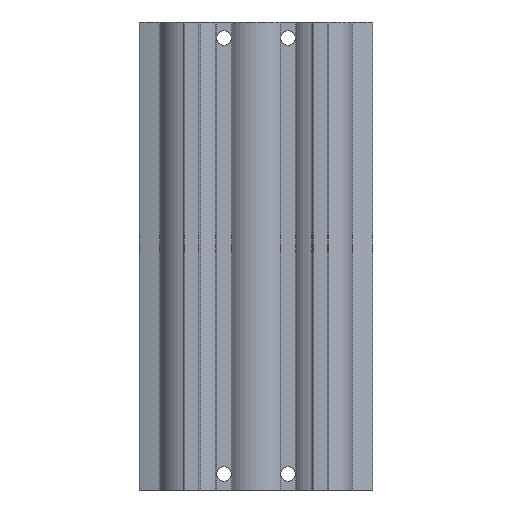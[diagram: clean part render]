
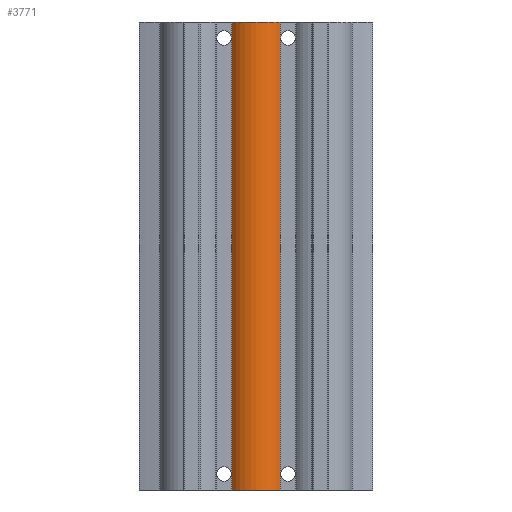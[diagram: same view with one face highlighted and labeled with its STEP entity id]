
A CAD part, front view. The second image highlights one B-rep face of the part: STEP entity #3771.
In plain terms, the highlighted cylindrical face has radius 10 mm (diameter 20 mm), a partial arc.
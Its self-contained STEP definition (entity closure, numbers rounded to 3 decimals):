
#164=CYLINDRICAL_SURFACE('',#4107,10.);
#329=LINE('',#6481,#561);
#330=LINE('',#6487,#562);
#561=VECTOR('',#4746,1000.);
#562=VECTOR('',#4753,1000.);
#932=ORIENTED_EDGE('',*,*,#1896,.F.);
#933=ORIENTED_EDGE('',*,*,#1895,.F.);
#934=ORIENTED_EDGE('',*,*,#1897,.T.);
#935=ORIENTED_EDGE('',*,*,#1898,.T.);
#1895=EDGE_CURVE('',#2369,#2368,#329,.T.);
#1896=EDGE_CURVE('',#2368,#2370,#2668,.T.);
#1897=EDGE_CURVE('',#2369,#2371,#2669,.T.);
#1898=EDGE_CURVE('',#2371,#2370,#330,.T.);
#2368=VERTEX_POINT('',#6478);
#2369=VERTEX_POINT('',#6480);
#2370=VERTEX_POINT('',#6484);
#2371=VERTEX_POINT('',#6486);
#2668=CIRCLE('',#4108,10.);
#2669=CIRCLE('',#4109,10.);
#2895=EDGE_LOOP('',(#932,#933,#934,#935));
#3311=FACE_BOUND('',#2895,.T.);
#3771=ADVANCED_FACE('',(#3311),#164,.T.);
#4107=AXIS2_PLACEMENT_3D('',#6482,#4747,#4748);
#4108=AXIS2_PLACEMENT_3D('',#6483,#4749,#4750);
#4109=AXIS2_PLACEMENT_3D('',#6485,#4751,#4752);
#4746=DIRECTION('',(0.,0.,1.));
#4747=DIRECTION('',(0.,0.,1.));
#4748=DIRECTION('',(1.,0.,0.));
#4749=DIRECTION('',(0.,0.,1.));
#4750=DIRECTION('',(1.,0.,0.));
#4751=DIRECTION('',(0.,0.,1.));
#4752=DIRECTION('',(1.,0.,0.));
#4753=DIRECTION('',(0.,0.,1.));
#6478=CARTESIAN_POINT('',(-7.491,4.375,0.));
#6480=CARTESIAN_POINT('',(-7.491,4.375,-146.));
#6481=CARTESIAN_POINT('',(-7.491,4.375,-146.));
#6482=CARTESIAN_POINT('',(0.,11.,-146.));
#6483=CARTESIAN_POINT('',(0.,11.,0.));
#6484=CARTESIAN_POINT('',(7.491,4.375,0.));
#6485=CARTESIAN_POINT('',(0.,11.,-146.));
#6486=CARTESIAN_POINT('',(7.491,4.375,-146.));
#6487=CARTESIAN_POINT('',(7.491,4.375,-146.));
